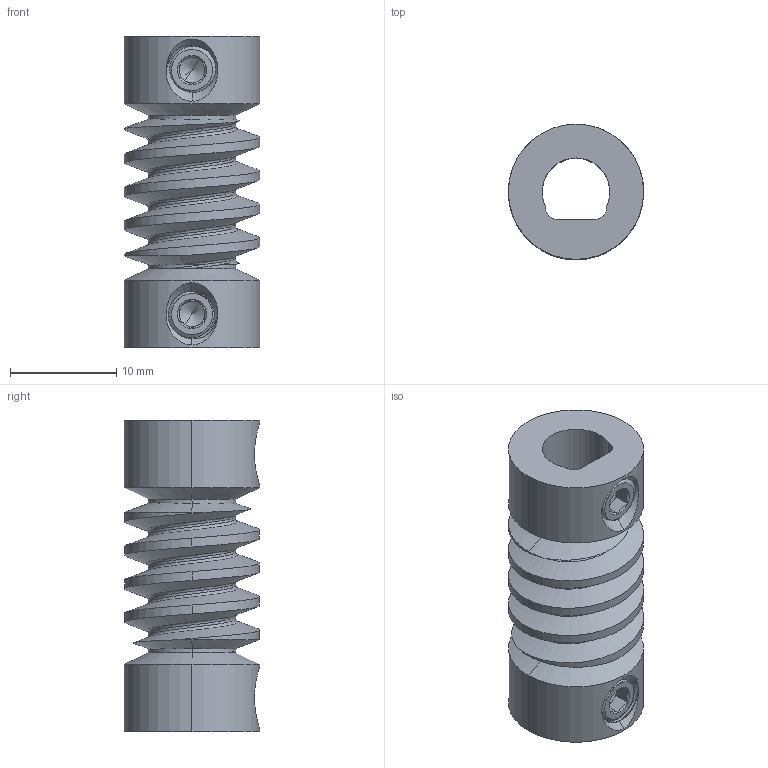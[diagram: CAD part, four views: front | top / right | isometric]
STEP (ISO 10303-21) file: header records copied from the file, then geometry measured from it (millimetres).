
FILE_DESCRIPTION (( 'STEP AP203' ), '1' );
FILE_NAME ('615462 assembly.STEP', '2018-08-23T21:39:03', ( '' ), ( '' ), 'SwSTEP 2.0', 'SolidWorks 2016', '' );
FILE_SCHEMA (( 'CONFIG_CONTROL_DESIGN' ));
Length unit declared in the file: millimetre
Products named in the file (3): 615462; 615462 assembly; 632134_91375A436
Assembly tree (3 placements, depth 2):
  615462 assembly
    615462
    632134_91375A436  x2
Bounding box: 12.7 x 12.7 x 29.25 mm (x, y, z)
Volume: 2095.9 mm3; surface area: 2669.2 mm2
Topology: 3 solids, 3 shells, 168 faces, 434 edges, 264 vertices
Faces by surface type: cylinder 74, cone 48, plane 31, bspline 15
Entity records: 12999 total; most frequent: CARTESIAN_POINT 9890, ORIENTED_EDGE 684, DIRECTION 492, EDGE_CURVE 342, VERTEX_POINT 215, AXIS2_PLACEMENT_3D 192, EDGE_LOOP 135, FACE_OUTER_BOUND 130
